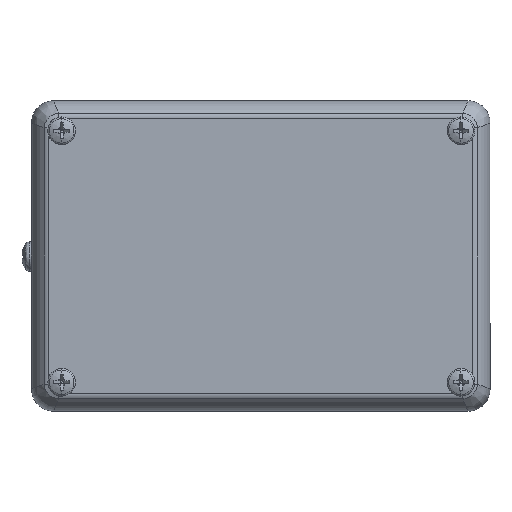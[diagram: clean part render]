
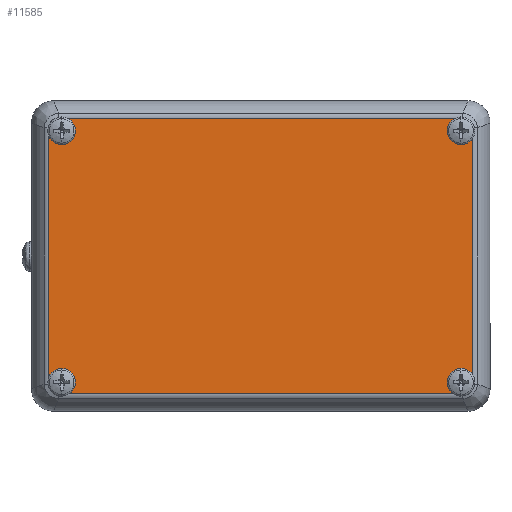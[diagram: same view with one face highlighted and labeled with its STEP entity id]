
A CAD part, front view. The second image highlights one B-rep face of the part: STEP entity #11585.
In plain terms, the highlighted planar face has unit normal (0, -1, 0).
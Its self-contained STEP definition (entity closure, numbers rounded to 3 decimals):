
#277 = DIRECTION ( 'NONE',  ( 0., 0., 1. ) ) ;
#315 = CARTESIAN_POINT ( 'NONE',  ( 29.937, -6.8, 29.443 ) ) ;
#324 = VECTOR ( 'NONE', #9133, 1000. ) ;
#766 = CARTESIAN_POINT ( 'NONE',  ( -76.59, -6.8, 32.892 ) ) ;
#1192 = CARTESIAN_POINT ( 'NONE',  ( -76.004, -6.8, -41.691 ) ) ;
#1363 = DIRECTION ( 'NONE',  ( 0., 0., 1. ) ) ;
#1637 = CARTESIAN_POINT ( 'NONE',  ( 33.071, -6.8, -36.498 ) ) ;
#2120 = VERTEX_POINT ( 'NONE', #1637 ) ;
#2379 = ORIENTED_EDGE ( 'NONE', *, *, #27833, .F. ) ;
#2453 = AXIS2_PLACEMENT_3D ( 'NONE', #5556, #27132, #12836 ) ;
#2672 = AXIS2_PLACEMENT_3D ( 'NONE', #24337, #10007, #26728 ) ;
#2729 = DIRECTION ( 'NONE',  ( 0., 0., 1. ) ) ;
#3028 = PLANE ( 'NONE',  #2453 ) ;
#3332 = EDGE_CURVE ( 'NONE', #2120, #12153, #13153, .T. ) ;
#3663 = CARTESIAN_POINT ( 'NONE',  ( -81.512, -6.8, -38.8 ) ) ;
#4609 = CARTESIAN_POINT ( 'NONE',  ( 27.878, -6.8, -41.691 ) ) ;
#4612 = VECTOR ( 'NONE', #18157, 1000. ) ;
#5070 = AXIS2_PLACEMENT_3D ( 'NONE', #22285, #7944, #24691 ) ;
#5534 = DIRECTION ( 'NONE',  ( 0., -1., 0. ) ) ;
#5556 = CARTESIAN_POINT ( 'NONE',  ( 35.938, -6.8, -85.113 ) ) ;
#5734 = VECTOR ( 'NONE', #6578, 1000. ) ;
#6099 = FACE_OUTER_BOUND ( 'NONE', #14097, .T. ) ;
#6370 = ORIENTED_EDGE ( 'NONE', *, *, #29329, .F. ) ;
#6404 = EDGE_CURVE ( 'NONE', #9579, #8265, #26763, .T. ) ;
#6578 = DIRECTION ( 'NONE',  ( -1., 0., 0. ) ) ;
#6810 = EDGE_CURVE ( 'NONE', #28469, #23829, #13293, .T. ) ;
#6911 = CIRCLE ( 'NONE', #9974, 3.75 ) ;
#7188 = ORIENTED_EDGE ( 'NONE', *, *, #23550, .F. ) ;
#7794 = CARTESIAN_POINT ( 'NONE',  ( 30.18, -6.8, -41.691 ) ) ;
#7944 = DIRECTION ( 'NONE',  ( 0., -1., 0. ) ) ;
#8242 = CARTESIAN_POINT ( 'NONE',  ( 28.464, -6.8, 32.892 ) ) ;
#8265 = VERTEX_POINT ( 'NONE', #4609 ) ;
#8332 = CIRCLE ( 'NONE', #2672, 3.75 ) ;
#9072 = EDGE_CURVE ( 'NONE', #25996, #21496, #16643, .T. ) ;
#9133 = DIRECTION ( 'NONE',  ( 0., 0., 1. ) ) ;
#9517 = CARTESIAN_POINT ( 'NONE',  ( 29.937, -6.8, -34.807 ) ) ;
#9579 = VERTEX_POINT ( 'NONE', #1192 ) ;
#9679 = CIRCLE ( 'NONE', #18400, 3.75 ) ;
#9711 = ORIENTED_EDGE ( 'NONE', *, *, #3332, .T. ) ;
#9974 = AXIS2_PLACEMENT_3D ( 'NONE', #28268, #13973, #30720 ) ;
#10007 = DIRECTION ( 'NONE',  ( 0., -1., 0. ) ) ;
#10127 = ORIENTED_EDGE ( 'NONE', *, *, #27107, .F. ) ;
#11199 = ORIENTED_EDGE ( 'NONE', *, *, #9072, .T. ) ;
#11428 = CARTESIAN_POINT ( 'NONE',  ( -78.62, -6.8, 32.892 ) ) ;
#11585 = ADVANCED_FACE ( 'NONE', ( #6099 ), #3028, .F. ) ;
#12153 = VERTEX_POINT ( 'NONE', #27726 ) ;
#12317 = CARTESIAN_POINT ( 'NONE',  ( -81.512, -6.8, -37.084 ) ) ;
#12836 = DIRECTION ( 'NONE',  ( 0., 0., -1. ) ) ;
#12922 = DIRECTION ( 'NONE',  ( 0., -1., 0. ) ) ;
#13024 = ORIENTED_EDGE ( 'NONE', *, *, #15691, .F. ) ;
#13153 = LINE ( 'NONE', #23456, #324 ) ;
#13293 = CIRCLE ( 'NONE', #28397, 3.75 ) ;
#13328 = VECTOR ( 'NONE', #17360, 1000. ) ;
#13973 = DIRECTION ( 'NONE',  ( 0., -1., 0. ) ) ;
#14097 = EDGE_LOOP ( 'NONE', ( #23008, #20388, #6370, #11199, #2379, #15435, #22607, #7188, #10127, #9711, #13024, #28286 ) ) ;
#14720 = DIRECTION ( 'NONE',  ( 0., -1., 0. ) ) ;
#15435 = ORIENTED_EDGE ( 'NONE', *, *, #19386, .F. ) ;
#15691 = EDGE_CURVE ( 'NONE', #23829, #12153, #6911, .T. ) ;
#15792 = DIRECTION ( 'NONE',  ( 0., -1., 0. ) ) ;
#16065 = VERTEX_POINT ( 'NONE', #29625 ) ;
#16389 = EDGE_CURVE ( 'NONE', #28469, #23760, #18526, .T. ) ;
#16643 = LINE ( 'NONE', #3663, #4612 ) ;
#16852 = CIRCLE ( 'NONE', #20810, 3.75 ) ;
#17057 = VERTEX_POINT ( 'NONE', #18933 ) ;
#17147 = DIRECTION ( 'NONE',  ( 0., -1., 0. ) ) ;
#17360 = DIRECTION ( 'NONE',  ( 1., 0., 0. ) ) ;
#17817 = CARTESIAN_POINT ( 'NONE',  ( 29.937, -6.8, 25.693 ) ) ;
#18157 = DIRECTION ( 'NONE',  ( 0., 0., -1. ) ) ;
#18400 = AXIS2_PLACEMENT_3D ( 'NONE', #29030, #14720, #277 ) ;
#18526 = LINE ( 'NONE', #11428, #5734 ) ;
#18592 = AXIS2_PLACEMENT_3D ( 'NONE', #27223, #12922, #29659 ) ;
#18933 = CARTESIAN_POINT ( 'NONE',  ( -78.063, -6.8, 25.693 ) ) ;
#19386 = EDGE_CURVE ( 'NONE', #9579, #16065, #26919, .T. ) ;
#19933 = CARTESIAN_POINT ( 'NONE',  ( -78.063, -6.8, -38.557 ) ) ;
#20388 = ORIENTED_EDGE ( 'NONE', *, *, #26261, .F. ) ;
#20810 = AXIS2_PLACEMENT_3D ( 'NONE', #30129, #15792, #1363 ) ;
#21016 = CIRCLE ( 'NONE', #18592, 3.75 ) ;
#21496 = VERTEX_POINT ( 'NONE', #12317 ) ;
#22238 = CIRCLE ( 'NONE', #5070, 3.75 ) ;
#22279 = AXIS2_PLACEMENT_3D ( 'NONE', #19933, #5534, #22290 ) ;
#22285 = CARTESIAN_POINT ( 'NONE',  ( -78.063, -6.8, 29.443 ) ) ;
#22290 = DIRECTION ( 'NONE',  ( 0., 0., 1. ) ) ;
#22607 = ORIENTED_EDGE ( 'NONE', *, *, #6404, .T. ) ;
#23008 = ORIENTED_EDGE ( 'NONE', *, *, #16389, .T. ) ;
#23456 = CARTESIAN_POINT ( 'NONE',  ( 33.071, -6.8, 30. ) ) ;
#23550 = EDGE_CURVE ( 'NONE', #29866, #8265, #9679, .T. ) ;
#23760 = VERTEX_POINT ( 'NONE', #766 ) ;
#23829 = VERTEX_POINT ( 'NONE', #17817 ) ;
#24337 = CARTESIAN_POINT ( 'NONE',  ( 29.937, -6.8, -38.557 ) ) ;
#24691 = DIRECTION ( 'NONE',  ( 0., 0., 1. ) ) ;
#25996 = VERTEX_POINT ( 'NONE', #30346 ) ;
#26261 = EDGE_CURVE ( 'NONE', #17057, #23760, #22238, .T. ) ;
#26728 = DIRECTION ( 'NONE',  ( 0., 0., 1. ) ) ;
#26763 = LINE ( 'NONE', #7794, #13328 ) ;
#26919 = CIRCLE ( 'NONE', #22279, 3.75 ) ;
#27107 = EDGE_CURVE ( 'NONE', #2120, #29866, #8332, .T. ) ;
#27132 = DIRECTION ( 'NONE',  ( 0., 1., 0. ) ) ;
#27223 = CARTESIAN_POINT ( 'NONE',  ( -78.063, -6.8, -38.557 ) ) ;
#27726 = CARTESIAN_POINT ( 'NONE',  ( 33.071, -6.8, 27.385 ) ) ;
#27833 = EDGE_CURVE ( 'NONE', #16065, #21496, #21016, .T. ) ;
#28268 = CARTESIAN_POINT ( 'NONE',  ( 29.937, -6.8, 29.443 ) ) ;
#28286 = ORIENTED_EDGE ( 'NONE', *, *, #6810, .F. ) ;
#28397 = AXIS2_PLACEMENT_3D ( 'NONE', #315, #17147, #2729 ) ;
#28469 = VERTEX_POINT ( 'NONE', #8242 ) ;
#29030 = CARTESIAN_POINT ( 'NONE',  ( 29.937, -6.8, -38.557 ) ) ;
#29329 = EDGE_CURVE ( 'NONE', #25996, #17057, #16852, .T. ) ;
#29625 = CARTESIAN_POINT ( 'NONE',  ( -78.063, -6.8, -34.807 ) ) ;
#29659 = DIRECTION ( 'NONE',  ( 0., 0., 1. ) ) ;
#29866 = VERTEX_POINT ( 'NONE', #9517 ) ;
#30129 = CARTESIAN_POINT ( 'NONE',  ( -78.063, -6.8, 29.443 ) ) ;
#30346 = CARTESIAN_POINT ( 'NONE',  ( -81.512, -6.8, 27.97 ) ) ;
#30720 = DIRECTION ( 'NONE',  ( 0., 0., 1. ) ) ;
